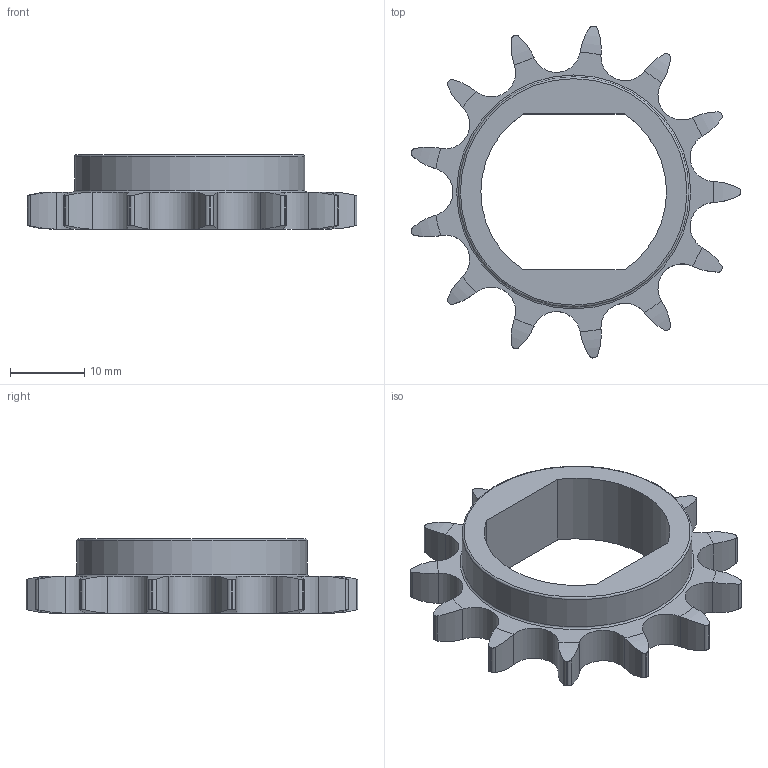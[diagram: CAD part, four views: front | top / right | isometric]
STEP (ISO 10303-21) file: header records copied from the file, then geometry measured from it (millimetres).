
FILE_DESCRIPTION(/* description */ ('Unknown'),/* implementation_level */ '2;1');
FILE_NAME(/* name */ 'PIGNON',/* time_stamp */ '2022-01-13T13:15:14+01:00',/* author */ ('Unknown'),/* organization */ ('Unknown'),/* preprocessor_version */ 'ST-DEVELOPER v16.7',/* originating_system */ 'DEX',/* authorisation */ $);
FILE_SCHEMA (('AUTOMOTIVE_DESIGN {1 0 10303 214 3 1 1}'));
Length unit declared in the file: millimetre
Products named in the file (1): PIGNON
Bounding box: 44.38 x 44.7 x 10 mm (x, y, z)
Volume: 4522.7 mm3; surface area: 3502.4 mm2
Topology: 1 solids, 1 shells, 114 faces, 383 edges, 272 vertices
Faces by surface type: cylinder 81, torus 28, plane 5
Full cylindrical faces by diameter (mm): 31 x1
Entity records: 4460 total; most frequent: CARTESIAN_POINT 1469, ORIENTED_EDGE 760, DIRECTION 436, EDGE_CURVE 380, VERTEX_POINT 272, B_SPLINE_CURVE_WITH_KNOTS 234, AXIS2_PLACEMENT_3D 175, EDGE_LOOP 120
